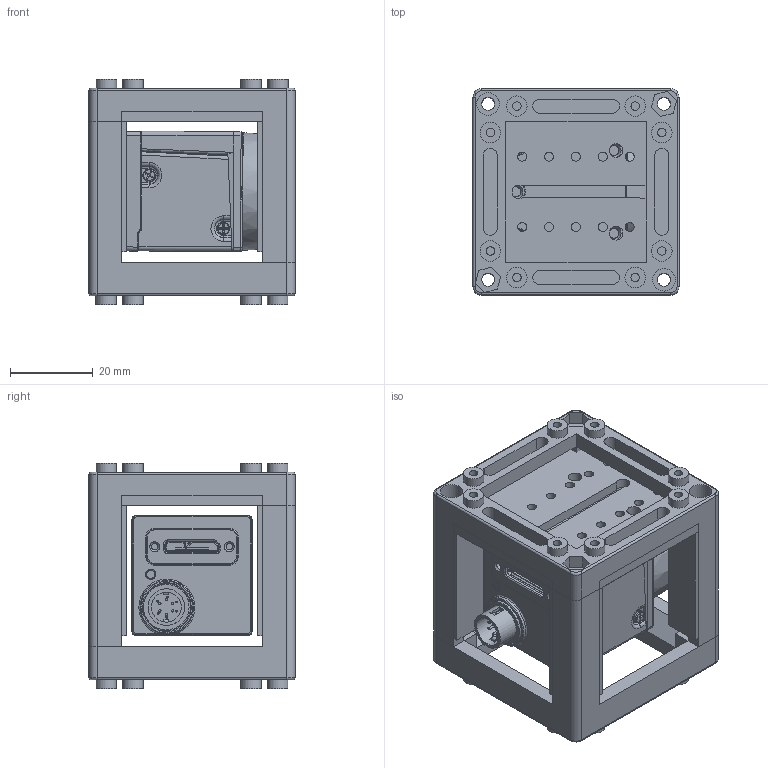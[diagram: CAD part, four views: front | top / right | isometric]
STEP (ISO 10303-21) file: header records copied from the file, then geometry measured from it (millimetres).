
FILE_DESCRIPTION(/* description */ (''),/* implementation_level */ '2;1');
FILE_NAME(/* name */ 'Assembly_Cube_AlliedVision_Alvium_v3.iam.step',/* time_stamp */ '2022-11-29T09:00:12+01:00',/* author */ ('marsikovabarbora'),/* organization */ (''),/* preprocessor_version */ 'ST-DEVELOPER v18.1',/* originating_system */ 'Autodesk Inventor 2022',/* authorisation */ '');
FILE_SCHEMA (('AUTOMOTIVE_DESIGN { 1 0 10303 214 3 1 1 }'));
Products named in the file (5): Assembly_Cube_AlliedVision_Alvium_v3_2; Assembly_Cube_empty_IM_v3; 10_Cube_1x1_IM; 20_Cube_insert_AlliedVision_Alvium_v3; 00_Basler_ace_USB3_C-Mount
Assembly tree (5 placements, depth 3):
  Assembly_Cube_AlliedVision_Alvium_v3_2
    Assembly_Cube_empty_IM_v3
      10_Cube_1x1_IM  x2
    20_Cube_insert_AlliedVision_Alvium_v3
    00_Basler_ace_USB3_C-Mount
Bounding box: 49.82 x 49.8 x 54.5 mm (x, y, z)
Volume: 56202.1 mm3; surface area: 36459.1 mm2
Topology: 6 solids, 21 shells, 1673 faces, 4690 edges, 3126 vertices
Faces by surface type: plane 1047, cylinder 319, cone 120, bspline 95, torus 92
Full cylindrical faces by diameter (mm): 0.55 x6, 1.411 x7, 1.567 x6, 1.6 x3, 1.85 x8, 2.05 x16, 2.2 x14, 2.459 x3, 3 x7, 3.1 x8, 3.3 x2, 4.95 x16, 5.5 x4, 7.25 x1, 8.85 x1, 11 x1, 16 x1, 24.536 x1
Entity records: 54555 total; most frequent: CARTESIAN_POINT 13693, ORIENTED_EDGE 8634, DIRECTION 7594, EDGE_CURVE 4317, VERTEX_POINT 2886, LINE 2812, VECTOR 2812, AXIS2_PLACEMENT_3D 2391
